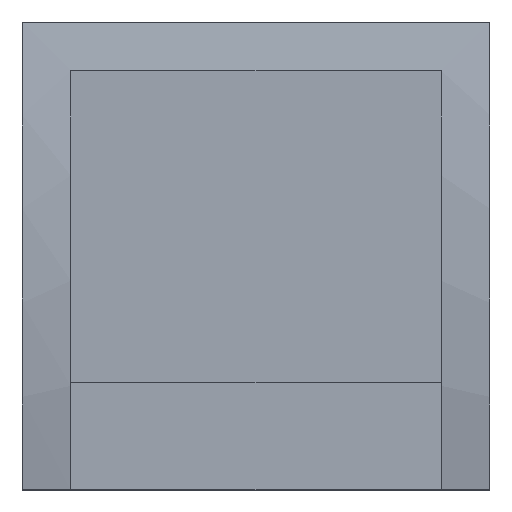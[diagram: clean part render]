
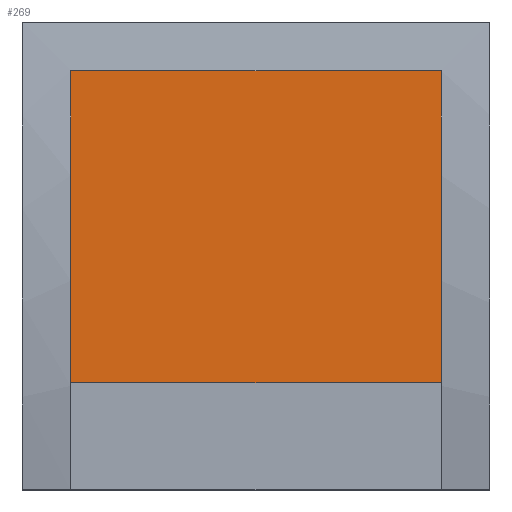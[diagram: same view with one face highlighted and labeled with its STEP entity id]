
A CAD part, top view. The second image highlights one B-rep face of the part: STEP entity #269.
In plain terms, the highlighted planar face has unit normal (0, 0, 1).
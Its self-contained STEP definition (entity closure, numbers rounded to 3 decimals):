
#132=CARTESIAN_POINT('',(81.,-26.,37.5));
#133=VERTEX_POINT('',#132);
#140=CARTESIAN_POINT('',(5.,-26.0,37.5));
#141=VERTEX_POINT('',#140);
#142=CARTESIAN_POINT('',(81.,-26.,37.5));
#143=DIRECTION('',(-1.0,0.0,0.0));
#144=VECTOR('',#143,76.);
#145=LINE('',#142,#144);
#146=EDGE_CURVE('',#133,#141,#145,.T.);
#239=CARTESIAN_POINT('',(43.,13.0,37.5));
#240=DIRECTION('',(0.0,0.0,1.0));
#241=DIRECTION('',(1.0,0.0,0.0));
#242=AXIS2_PLACEMENT_3D('',#239,#240,#241);
#243=PLANE('',#242);
#244=CARTESIAN_POINT('',(81.,38.0,37.5));
#245=VERTEX_POINT('',#244);
#246=CARTESIAN_POINT('',(5.,38.0,37.5));
#247=VERTEX_POINT('',#246);
#248=CARTESIAN_POINT('',(81.,38.0,37.5));
#249=DIRECTION('',(-1.0,0.0,0.0));
#250=VECTOR('',#249,76.);
#251=LINE('',#248,#250);
#252=EDGE_CURVE('',#245,#247,#251,.T.);
#253=ORIENTED_EDGE('',*,*,#252,.T.);
#254=CARTESIAN_POINT('',(5.,38.0,37.5));
#255=DIRECTION('',(0.0,-1.0,0.0));
#256=VECTOR('',#255,64.0);
#257=LINE('',#254,#256);
#258=EDGE_CURVE('',#247,#141,#257,.T.);
#259=ORIENTED_EDGE('',*,*,#258,.T.);
#260=ORIENTED_EDGE('',*,*,#146,.F.);
#261=CARTESIAN_POINT('',(81.,38.0,37.5));
#262=DIRECTION('',(0.0,-1.0,0.0));
#263=VECTOR('',#262,64.);
#264=LINE('',#261,#263);
#265=EDGE_CURVE('',#245,#133,#264,.T.);
#266=ORIENTED_EDGE('',*,*,#265,.F.);
#267=EDGE_LOOP('',(#253,#259,#260,#266));
#268=FACE_OUTER_BOUND('',#267,.T.);
#269=ADVANCED_FACE('',(#268),#243,.T.);
